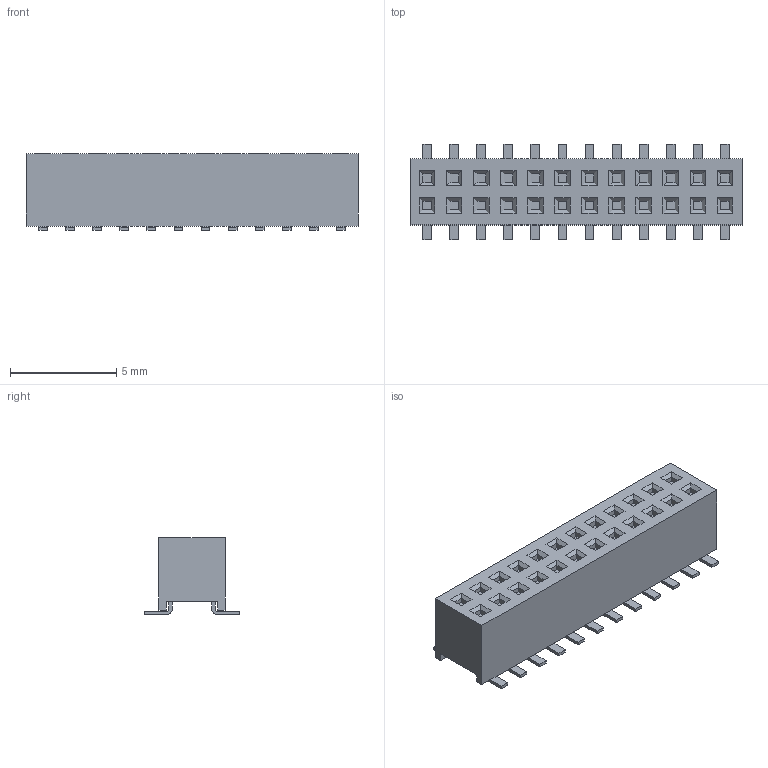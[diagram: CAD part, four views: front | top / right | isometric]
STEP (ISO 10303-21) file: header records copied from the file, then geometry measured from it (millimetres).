
FILE_DESCRIPTION(/* description */ (''),/* implementation_level */ '2;1');
FILE_NAME(/* name */ 'HARWIN_M50-3121245.stp',/* time_stamp */ '2015-04-02T11:01:24+02:00',/* author */ ('admchouv'),/* organization */ (''),/* preprocessor_version */ 'ST-DEVELOPER v15.5',/* originating_system */ 'AutoCAD Mechanical',/* authorisation */ '');
FILE_SCHEMA (('AUTOMOTIVE_DESIGN { 1 0 10303 214 3 1 1 }'));
Length unit declared in the file: millimetre
Products named in the file (1): Product
Bounding box: 15.59 x 4.5 x 3.6 mm (x, y, z)
Volume: 149.7 mm3; surface area: 505.1 mm2
Topology: 26 solids, 26 shells, 425 faces, 1092 edges, 696 vertices
Faces by surface type: plane 377, cylinder 48
Entity records: 12704 total; most frequent: CARTESIAN_POINT 2214, ORIENTED_EDGE 2184, DIRECTION 2040, EDGE_CURVE 1092, LINE 996, VECTOR 996, VERTEX_POINT 696, AXIS2_PLACEMENT_3D 522
